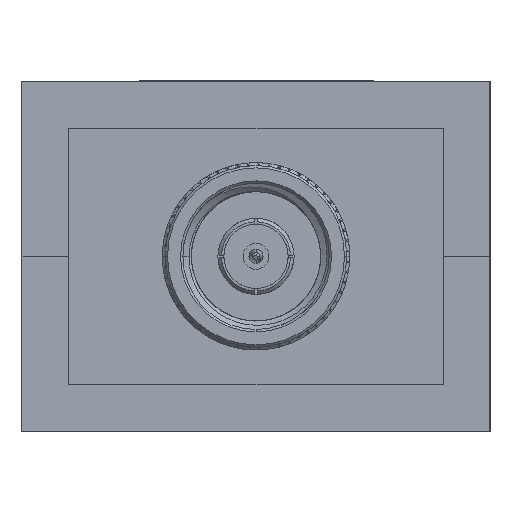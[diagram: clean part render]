
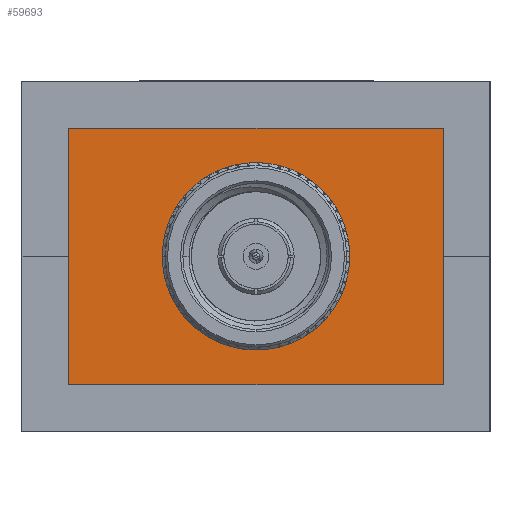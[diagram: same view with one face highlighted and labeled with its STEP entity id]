
A CAD part, left-side view. The second image highlights one B-rep face of the part: STEP entity #59693.
In plain terms, the highlighted planar face has unit normal (-1, 0, 0).
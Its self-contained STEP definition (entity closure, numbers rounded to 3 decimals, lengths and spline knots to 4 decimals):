
#6819 = CARTESIAN_POINT ( 'NONE',  ( -2.6673, 0.8, -0.548 ) ) ;
#7363 = DIRECTION ( 'NONE',  ( 0., 1., 0. ) ) ;
#8056 = CARTESIAN_POINT ( 'NONE',  ( -2.6673, 0., 0. ) ) ;
#8236 = ORIENTED_EDGE ( 'NONE', *, *, #19492, .T. ) ;
#9569 = CARTESIAN_POINT ( 'NONE',  ( -2.6673, -0.15, 0. ) ) ;
#19492 = EDGE_CURVE ( 'NONE', #121631, #102711, #125366, .T. ) ;
#28563 = EDGE_LOOP ( 'NONE', ( #8236, #107421, #62846, #114879 ) ) ;
#31996 = VECTOR ( 'NONE', #75085, 39.3701 ) ;
#32201 = ORIENTED_EDGE ( 'NONE', *, *, #35021, .T. ) ;
#34288 = CARTESIAN_POINT ( 'NONE',  ( -2.6673, 0.15, 0. ) ) ;
#35021 = EDGE_CURVE ( 'NONE', #43696, #113592, #62119, .T. ) ;
#38214 = CARTESIAN_POINT ( 'NONE',  ( -2.6673, -0.8, 0.548 ) ) ;
#38392 = LINE ( 'NONE', #44302, #31996 ) ;
#41456 = PLANE ( 'NONE',  #119536 ) ;
#43696 = VERTEX_POINT ( 'NONE', #34288 ) ;
#44302 = CARTESIAN_POINT ( 'NONE',  ( -2.6673, -0.8, -0.548 ) ) ;
#46357 = LINE ( 'NONE', #38214, #52742 ) ;
#50961 = AXIS2_PLACEMENT_3D ( 'NONE', #70604, #80485, #70152 ) ;
#52742 = VECTOR ( 'NONE', #7363, 39.3701 ) ;
#53220 = EDGE_CURVE ( 'NONE', #113592, #43696, #100148, .T. ) ;
#57828 = DIRECTION ( 'NONE',  ( 0., -1., 0. ) ) ;
#58162 = CARTESIAN_POINT ( 'NONE',  ( -2.6673, -0.8, -0.548 ) ) ;
#59693 = ADVANCED_FACE ( 'NONE', ( #122560, #108192 ), #41456, .T. ) ;
#59821 = VERTEX_POINT ( 'NONE', #96768 ) ;
#62119 = CIRCLE ( 'NONE', #50961, 0.15 ) ;
#62846 = ORIENTED_EDGE ( 'NONE', *, *, #96672, .T. ) ;
#64215 = CARTESIAN_POINT ( 'NONE',  ( -2.6673, 0., 0. ) ) ;
#69687 = DIRECTION ( 'NONE',  ( 0., 0., 1. ) ) ;
#70152 = DIRECTION ( 'NONE',  ( 0., 0., 1. ) ) ;
#70604 = CARTESIAN_POINT ( 'NONE',  ( -2.6673, 0., 0. ) ) ;
#75085 = DIRECTION ( 'NONE',  ( 0., 0., 1. ) ) ;
#77743 = EDGE_CURVE ( 'NONE', #102711, #104807, #131221, .T. ) ;
#78634 = EDGE_LOOP ( 'NONE', ( #104297, #32201 ) ) ;
#80485 = DIRECTION ( 'NONE',  ( 1., 0., 0. ) ) ;
#85500 = CARTESIAN_POINT ( 'NONE',  ( -2.6673, 0.8, -0.548 ) ) ;
#86294 = CARTESIAN_POINT ( 'NONE',  ( -2.6673, 0.8, 0.548 ) ) ;
#96672 = EDGE_CURVE ( 'NONE', #104807, #59821, #38392, .T. ) ;
#96768 = CARTESIAN_POINT ( 'NONE',  ( -2.6673, -0.8, 0.548 ) ) ;
#99133 = VECTOR ( 'NONE', #57828, 39.3701 ) ;
#100148 = CIRCLE ( 'NONE', #100737, 0.15 ) ;
#100737 = AXIS2_PLACEMENT_3D ( 'NONE', #8056, #130991, #69687 ) ;
#102711 = VERTEX_POINT ( 'NONE', #85500 ) ;
#104297 = ORIENTED_EDGE ( 'NONE', *, *, #53220, .T. ) ;
#104807 = VERTEX_POINT ( 'NONE', #58162 ) ;
#104809 = DIRECTION ( 'NONE',  ( 0., 0., 1. ) ) ;
#106601 = CARTESIAN_POINT ( 'NONE',  ( -2.6673, 0.8, 0.548 ) ) ;
#107421 = ORIENTED_EDGE ( 'NONE', *, *, #77743, .T. ) ;
#108192 = FACE_OUTER_BOUND ( 'NONE', #28563, .T. ) ;
#113592 = VERTEX_POINT ( 'NONE', #9569 ) ;
#113965 = DIRECTION ( 'NONE',  ( 0., 0., -1. ) ) ;
#114879 = ORIENTED_EDGE ( 'NONE', *, *, #130157, .T. ) ;
#118896 = VECTOR ( 'NONE', #113965, 39.3701 ) ;
#119536 = AXIS2_PLACEMENT_3D ( 'NONE', #64215, #125823, #104809 ) ;
#121631 = VERTEX_POINT ( 'NONE', #86294 ) ;
#122560 = FACE_BOUND ( 'NONE', #78634, .T. ) ;
#125366 = LINE ( 'NONE', #106601, #118896 ) ;
#125823 = DIRECTION ( 'NONE',  ( -1., 0., 0. ) ) ;
#130157 = EDGE_CURVE ( 'NONE', #59821, #121631, #46357, .T. ) ;
#130991 = DIRECTION ( 'NONE',  ( 1., 0., 0. ) ) ;
#131221 = LINE ( 'NONE', #6819, #99133 ) ;
